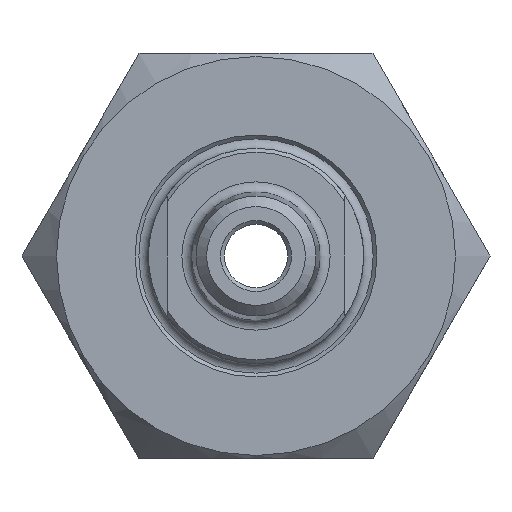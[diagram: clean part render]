
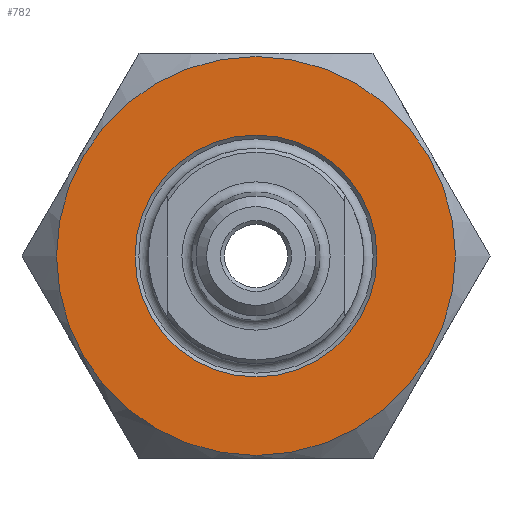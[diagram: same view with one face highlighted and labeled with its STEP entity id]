
A CAD part, left-side view. The second image highlights one B-rep face of the part: STEP entity #782.
In plain terms, the highlighted planar face has unit normal (-1, 0, 0).
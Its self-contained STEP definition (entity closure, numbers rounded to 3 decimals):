
#47=FACE_BOUND('',#139,.T.);
#62=PLANE('',#916);
#87=FACE_OUTER_BOUND('',#138,.T.);
#138=EDGE_LOOP('',(#576));
#139=EDGE_LOOP('',(#577));
#283=CIRCLE('',#897,15.75);
#290=CIRCLE('',#911,9.55);
#351=VERTEX_POINT('',#1332);
#357=VERTEX_POINT('',#1358);
#426=EDGE_CURVE('',#351,#351,#283,.T.);
#438=EDGE_CURVE('',#357,#357,#290,.T.);
#576=ORIENTED_EDGE('',*,*,#426,.T.);
#577=ORIENTED_EDGE('',*,*,#438,.F.);
#782=ADVANCED_FACE('',(#87,#47),#62,.T.);
#897=AXIS2_PLACEMENT_3D('',#1334,#1019,#1020);
#911=AXIS2_PLACEMENT_3D('',#1359,#1052,#1053);
#916=AXIS2_PLACEMENT_3D('',#1369,#1064,#1065);
#1019=DIRECTION('center_axis',(-1.,0.,0.));
#1020=DIRECTION('ref_axis',(0.,1.,0.));
#1052=DIRECTION('center_axis',(-1.,0.,0.));
#1053=DIRECTION('ref_axis',(0.,0.,-1.));
#1064=DIRECTION('center_axis',(-1.,0.,0.));
#1065=DIRECTION('ref_axis',(0.,0.,1.));
#1332=CARTESIAN_POINT('',(-13.5,-15.75,0.));
#1334=CARTESIAN_POINT('Origin',(-13.5,0.,0.));
#1358=CARTESIAN_POINT('',(-13.5,0.,9.55));
#1359=CARTESIAN_POINT('Origin',(-13.5,0.,0.));
#1369=CARTESIAN_POINT('Origin',(-13.5,0.,0.));
